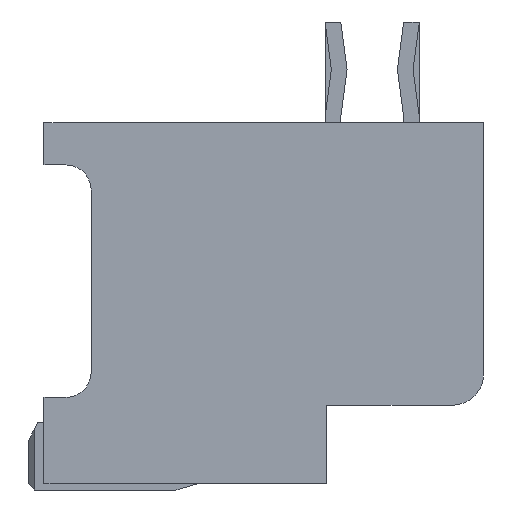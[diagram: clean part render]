
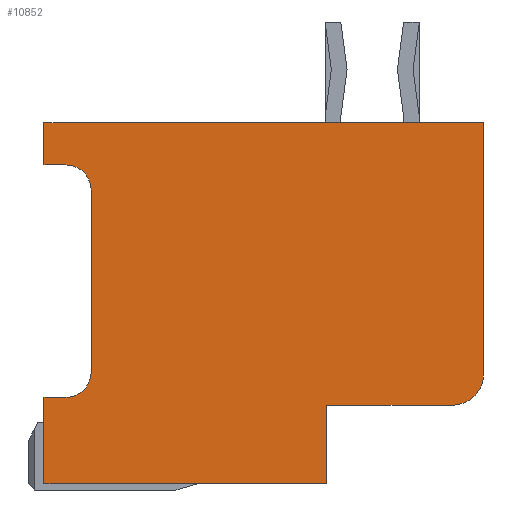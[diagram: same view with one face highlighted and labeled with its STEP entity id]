
A CAD part, left-side view. The second image highlights one B-rep face of the part: STEP entity #10852.
In plain terms, the highlighted planar face has unit normal (-1, 0, 0).
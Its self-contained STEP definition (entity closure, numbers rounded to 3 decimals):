
#1=DIRECTION('',(0.,-1.,0.));
#2=VECTOR('',#1,14.);
#3=CARTESIAN_POINT('',(-16.7,7.,5.05));
#4=LINE('',#3,#2);
#5=DIRECTION('',(0.,0.,-1.));
#6=VECTOR('',#5,8.);
#7=CARTESIAN_POINT('',(-16.7,-7.,5.05));
#8=LINE('',#7,#6);
#9=CARTESIAN_POINT('',(-16.7,-6.,-2.95));
#10=DIRECTION('',(1.,0.,0.));
#11=DIRECTION('',(0.,-1.,0.));
#12=AXIS2_PLACEMENT_3D('',#9,#10,#11);
#14=DIRECTION('',(0.,1.,0.));
#15=VECTOR('',#14,4.);
#16=CARTESIAN_POINT('',(-16.7,-6.,-3.95));
#17=LINE('',#16,#15);
#18=DIRECTION('',(0.,0.,-1.));
#19=VECTOR('',#18,2.5);
#20=CARTESIAN_POINT('',(-16.7,-2.,-3.95));
#21=LINE('',#20,#19);
#22=DIRECTION('',(0.,1.,0.));
#23=VECTOR('',#22,9.);
#24=CARTESIAN_POINT('',(-16.7,-2.,-6.45));
#25=LINE('',#24,#23);
#26=DIRECTION('',(0.,0.,1.));
#27=VECTOR('',#26,2.75);
#28=CARTESIAN_POINT('',(-16.7,7.,-6.45));
#29=LINE('',#28,#27);
#30=DIRECTION('',(0.,-1.,0.));
#31=VECTOR('',#30,0.7);
#32=CARTESIAN_POINT('',(-16.7,7.,-3.7));
#33=LINE('',#32,#31);
#34=CARTESIAN_POINT('',(-16.7,6.3,-2.9));
#35=DIRECTION('',(-1.,0.,0.));
#36=DIRECTION('',(0.,0.,-1.));
#37=AXIS2_PLACEMENT_3D('',#34,#35,#36);
#39=DIRECTION('',(0.,0.,1.));
#40=VECTOR('',#39,5.8);
#41=CARTESIAN_POINT('',(-16.7,5.5,-2.9));
#42=LINE('',#41,#40);
#43=CARTESIAN_POINT('',(-16.7,6.3,2.9));
#44=DIRECTION('',(-1.,0.,0.));
#45=DIRECTION('',(0.,-1.,0.));
#46=AXIS2_PLACEMENT_3D('',#43,#44,#45);
#48=DIRECTION('',(0.,1.,0.));
#49=VECTOR('',#48,0.7);
#50=CARTESIAN_POINT('',(-16.7,6.3,3.7));
#51=LINE('',#50,#49);
#52=DIRECTION('',(0.,0.,1.));
#53=VECTOR('',#52,1.35);
#54=CARTESIAN_POINT('',(-16.7,7.,3.7));
#55=LINE('',#54,#53);
#8167=CARTESIAN_POINT('',(-16.7,7.,5.05));
#8168=CARTESIAN_POINT('',(-16.7,-7.,5.05));
#8169=VERTEX_POINT('',#8167);
#8170=VERTEX_POINT('',#8168);
#8171=CARTESIAN_POINT('',(-16.7,-7.,-2.95));
#8172=VERTEX_POINT('',#8171);
#8173=CARTESIAN_POINT('',(-16.7,-6.,-3.95));
#8174=VERTEX_POINT('',#8173);
#8175=CARTESIAN_POINT('',(-16.7,-2.,-3.95));
#8176=VERTEX_POINT('',#8175);
#8177=CARTESIAN_POINT('',(-16.7,-2.,-6.45));
#8178=VERTEX_POINT('',#8177);
#8179=CARTESIAN_POINT('',(-16.7,7.,-6.45));
#8180=VERTEX_POINT('',#8179);
#8181=CARTESIAN_POINT('',(-16.7,7.,-3.7));
#8182=VERTEX_POINT('',#8181);
#8197=CARTESIAN_POINT('',(-16.7,6.3,-3.7));
#8198=VERTEX_POINT('',#8197);
#8199=CARTESIAN_POINT('',(-16.7,5.5,-2.9));
#8200=VERTEX_POINT('',#8199);
#8201=CARTESIAN_POINT('',(-16.7,5.5,2.9));
#8202=VERTEX_POINT('',#8201);
#8203=CARTESIAN_POINT('',(-16.7,6.3,3.7));
#8204=VERTEX_POINT('',#8203);
#8205=CARTESIAN_POINT('',(-16.7,7.,3.7));
#8206=VERTEX_POINT('',#8205);
#10819=CARTESIAN_POINT('',(-16.7,0.,0.));
#10820=DIRECTION('',(1.,0.,0.));
#10821=DIRECTION('',(0.,0.,-1.));
#10822=AXIS2_PLACEMENT_3D('',#10819,#10820,#10821);
#10823=PLANE('',#10822);
#10825=ORIENTED_EDGE('',*,*,#10824,.T.);
#10827=ORIENTED_EDGE('',*,*,#10826,.T.);
#10829=ORIENTED_EDGE('',*,*,#10828,.T.);
#10831=ORIENTED_EDGE('',*,*,#10830,.T.);
#10833=ORIENTED_EDGE('',*,*,#10832,.T.);
#10835=ORIENTED_EDGE('',*,*,#10834,.T.);
#10837=ORIENTED_EDGE('',*,*,#10836,.T.);
#10839=ORIENTED_EDGE('',*,*,#10838,.T.);
#10841=ORIENTED_EDGE('',*,*,#10840,.T.);
#10843=ORIENTED_EDGE('',*,*,#10842,.T.);
#10845=ORIENTED_EDGE('',*,*,#10844,.T.);
#10847=ORIENTED_EDGE('',*,*,#10846,.T.);
#10849=ORIENTED_EDGE('',*,*,#10848,.T.);
#10850=EDGE_LOOP('',(#10825,#10827,#10829,#10831,#10833,#10835,#10837,#10839,
#10841,#10843,#10845,#10847,#10849));
#10851=FACE_OUTER_BOUND('',#10850,.F.);
#10852=ADVANCED_FACE('',(#10851),#10823,.F.);
#13=CIRCLE('',#12,1.);
#38=CIRCLE('',#37,0.8);
#47=CIRCLE('',#46,0.8);
#10824=EDGE_CURVE('',#8169,#8170,#4,.T.);
#10826=EDGE_CURVE('',#8170,#8172,#8,.T.);
#10828=EDGE_CURVE('',#8172,#8174,#13,.T.);
#10830=EDGE_CURVE('',#8174,#8176,#17,.T.);
#10832=EDGE_CURVE('',#8176,#8178,#21,.T.);
#10834=EDGE_CURVE('',#8178,#8180,#25,.T.);
#10836=EDGE_CURVE('',#8180,#8182,#29,.T.);
#10838=EDGE_CURVE('',#8182,#8198,#33,.T.);
#10840=EDGE_CURVE('',#8198,#8200,#38,.T.);
#10842=EDGE_CURVE('',#8200,#8202,#42,.T.);
#10844=EDGE_CURVE('',#8202,#8204,#47,.T.);
#10846=EDGE_CURVE('',#8204,#8206,#51,.T.);
#10848=EDGE_CURVE('',#8206,#8169,#55,.T.);
